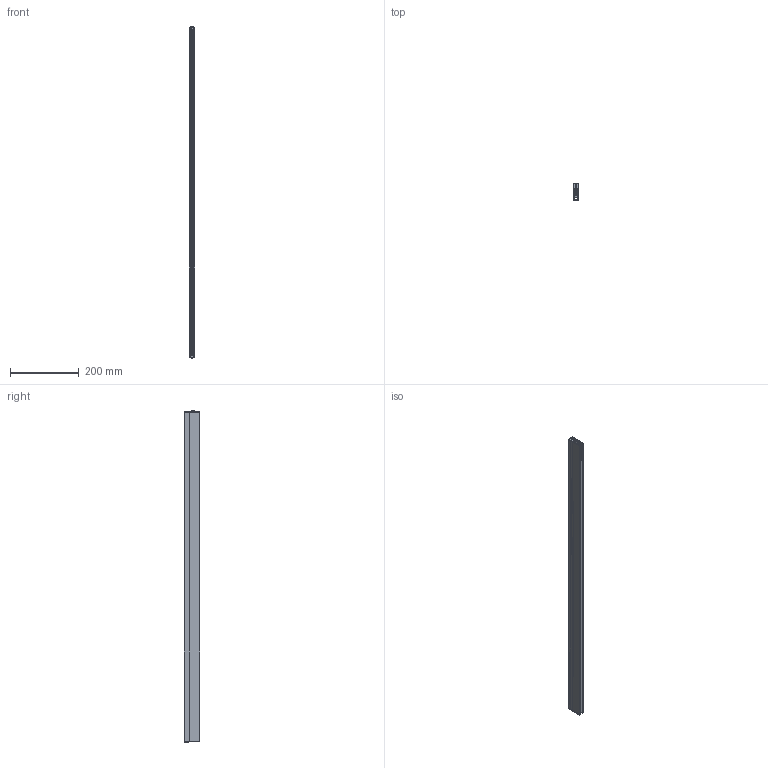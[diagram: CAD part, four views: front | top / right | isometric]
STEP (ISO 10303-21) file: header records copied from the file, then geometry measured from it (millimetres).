
FILE_DESCRIPTION (( 'STEP AP203' ), '1' );
FILE_NAME ('KG F12s mit Abschlusskappen 959.STEP', '2025-07-22T11:18:00', ( '' ), ( '' ), 'SwSTEP 2.0', 'SolidWorks 2023', '' );
FILE_SCHEMA (( 'CONFIG_CONTROL_DESIGN' ));
Length unit declared in the file: millimetre
Products named in the file (8): Abschlusskappe KG-F12; Aussengehäuse_13_959; M2.9x13; Abschlusskappe KG-F12 Auslöseseite; Betätigungsteil_1; KG F12s mit Abschlusskappen 959; Innengeometrie_13_959; Schutzprofil KG-F12 mit Schraubkanal 959_1000
Assembly tree (8 placements, depth 2):
  KG F12s mit Abschlusskappen 959
    Betätigungsteil_1
    Aussengehäuse_13_959
    Innengeometrie_13_959
    Abschlusskappe KG-F12 Auslöseseite
    Schutzprofil KG-F12 mit Schraubkanal 959_1000
    M2.9x13  x2
    Abschlusskappe KG-F12
Bounding box: 17.1 x 46.09 x 968.21 mm (x, y, z)
Volume: 319977.9 mm3; surface area: 479894.5 mm2
Topology: 25 solids, 25 shells, 1301 faces, 3601 edges, 2386 vertices
Faces by surface type: plane 706, bspline 459, cylinder 104, cone 28, torus 4
Entity records: 56215 total; most frequent: CARTESIAN_POINT 25997, ORIENTED_EDGE 7006, DIRECTION 4330, EDGE_CURVE 3503, LINE 2356, VECTOR 2356, VERTEX_POINT 2330, EDGE_LOOP 1391
